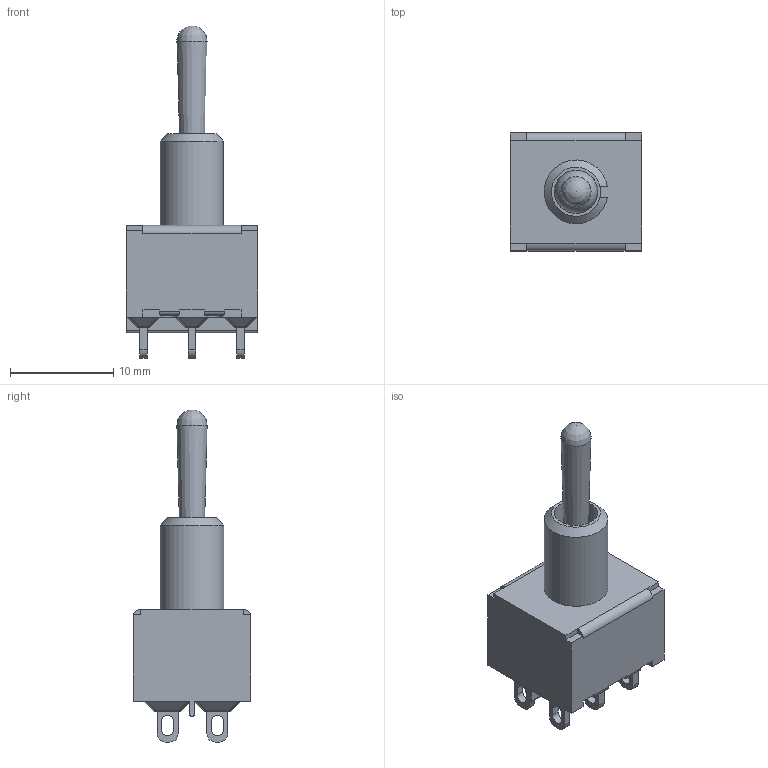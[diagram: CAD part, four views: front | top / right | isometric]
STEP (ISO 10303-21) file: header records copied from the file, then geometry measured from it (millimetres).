
FILE_DESCRIPTION((' '),'2;1');
FILE_NAME('100DPxT1B1M1xE.stp','2017-08-03T14:25:20',(' '),(' '),' ','ACIS',' ');
FILE_SCHEMA(('CONFIG_CONTROL_DESIGN'));
Length unit declared in the file: inch
Products named in the file (1): 100DPxT1B1M1xE.stp
Bounding box: 12.7 x 11.43 x 32.18 mm (x, y, z)
Volume: 1587.9 mm3; surface area: 1328.1 mm2
Topology: 2 solids, 2 shells, 285 faces, 717 edges, 444 vertices
Faces by surface type: plane 172, cylinder 85, sphere 25, cone 2, bspline 1
Full cylindrical faces by diameter (mm): 4.2 x1
Entity records: 8515 total; most frequent: CARTESIAN_POINT 1487, DIRECTION 1466, ORIENTED_EDGE 1418, EDGE_CURVE 709, VECTOR 514, LINE 514, AXIS2_PLACEMENT_3D 476, VERTEX_POINT 440
